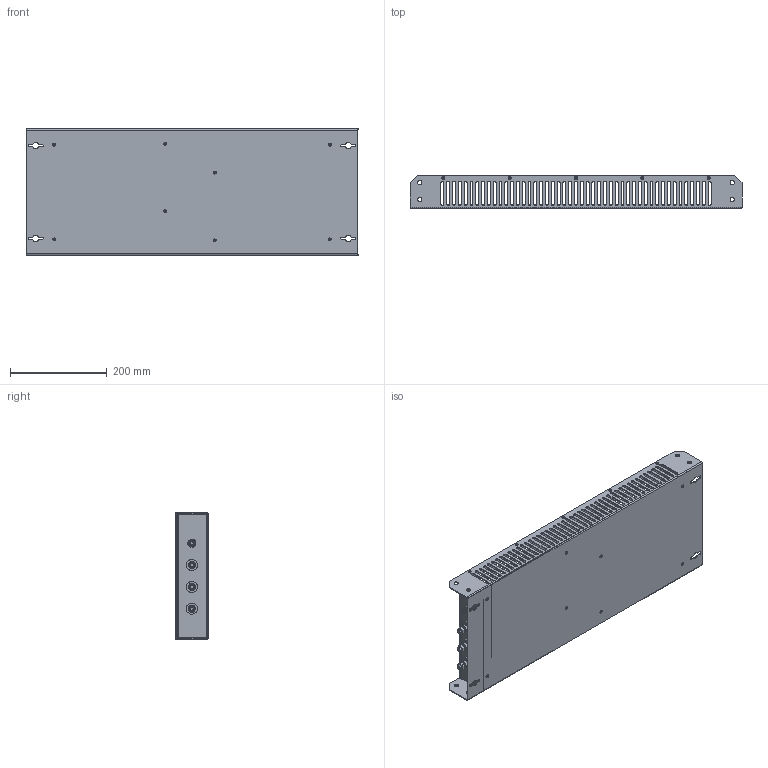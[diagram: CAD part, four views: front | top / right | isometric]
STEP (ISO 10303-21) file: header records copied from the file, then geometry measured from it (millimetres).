
FILE_DESCRIPTION (( 'STEP AP214' ), '1' );
FILE_NAME ('MIF375-375B r1.STEP', '2020-03-02T22:14:35', ( '' ), ( '' ), 'SwSTEP 2.0', 'SolidWorks 2017', '' );
FILE_SCHEMA (( 'AUTOMOTIVE_DESIGN' ));
Length unit declared in the file: inch
Products named in the file (1): MIF375-375B r1
Bounding box: 686 x 68.2 x 260.94 mm (x, y, z)
Volume: 760990.6 mm3; surface area: 946408.4 mm2
Topology: 83 solids, 83 shells, 3646 faces, 9626 edges, 6168 vertices
Faces by surface type: plane 1476, cylinder 1218, cone 932, torus 20
Entity records: 116173 total; most frequent: CARTESIAN_POINT 21640, DIRECTION 20039, ORIENTED_EDGE 19252, EDGE_CURVE 9626, AXIS2_PLACEMENT_3D 7437, VERTEX_POINT 6168, LINE 5165, VECTOR 5165
